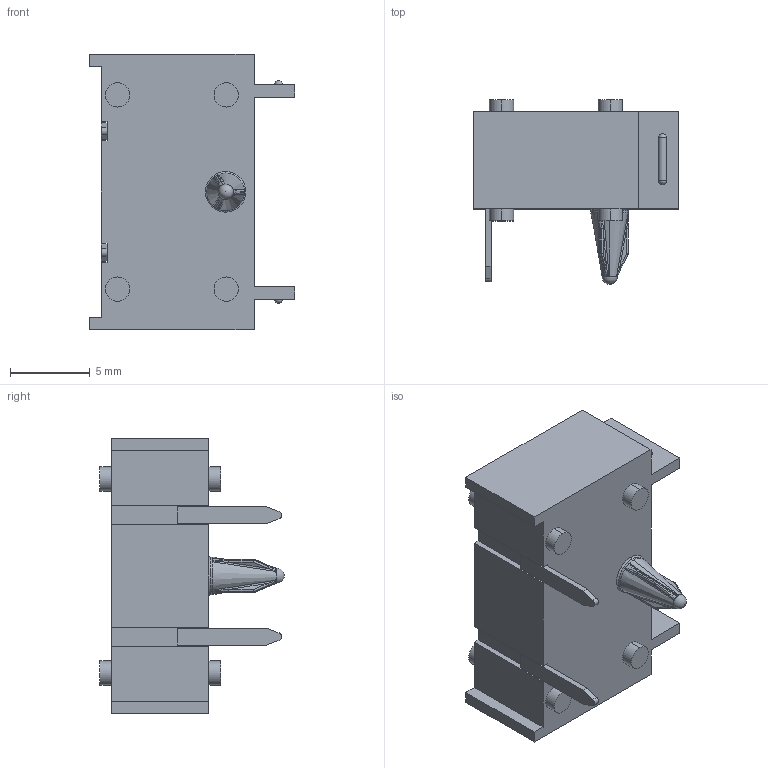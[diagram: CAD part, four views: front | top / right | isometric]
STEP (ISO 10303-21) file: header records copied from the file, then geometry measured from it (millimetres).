
FILE_DESCRIPTION (( 'STEP AP214' ), '1' );
FILE_NAME ('C04DE559-6BC8-4AC9-9772-1F637C91A60D.STEP', '2023-03-15T00:42:39', ( '' ), ( '' ), 'SwSTEP 2.0', 'SolidWorks 2022', '' );
FILE_SCHEMA (( 'AUTOMOTIVE_DESIGN' ));
Length unit declared in the file: millimetre
Products named in the file (1): C04DE559-6BC8-4AC9-9772-1F637C91A60D
Bounding box: 12.9 x 11.57 x 17.3 mm (x, y, z)
Volume: 992 mm3; surface area: 946.7 mm2
Topology: 3 solids, 3 shells, 171 faces, 411 edges, 254 vertices
Faces by surface type: plane 82, cylinder 42, bspline 24, sphere 17, cone 4, torus 2
Entity records: 5538 total; most frequent: CARTESIAN_POINT 1741, ORIENTED_EDGE 802, DIRECTION 730, EDGE_CURVE 401, AXIS2_PLACEMENT_3D 266, VERTEX_POINT 249, LINE 198, VECTOR 198
